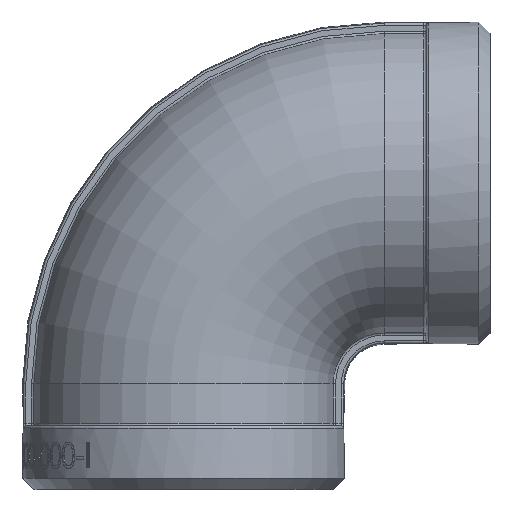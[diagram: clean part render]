
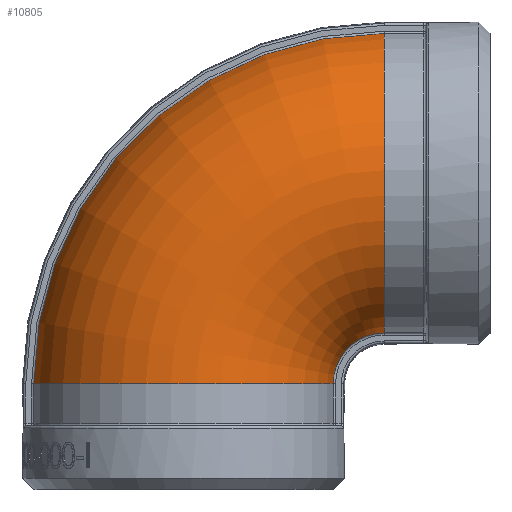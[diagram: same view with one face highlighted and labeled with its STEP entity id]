
A CAD part, top view. The second image highlights one B-rep face of the part: STEP entity #10805.
In plain terms, the highlighted toroidal (fillet/blend) face has major radius 25.2 mm and minor radius 19 mm.
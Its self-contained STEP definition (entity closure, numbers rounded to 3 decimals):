
#45 = CARTESIAN_POINT ( 'NONE',  ( 25.2, 0., 0. ) ) ;
#48 = DIRECTION ( 'NONE',  ( 1., 0., 0. ) ) ;
#127 = DIRECTION ( 'NONE',  ( 0., 0.991, 0.132 ) ) ;
#4985 = VERTEX_POINT ( 'NONE', #5316 ) ;
#5003 = VERTEX_POINT ( 'NONE', #5416 ) ;
#5015 = VERTEX_POINT ( 'NONE', #5410 ) ;
#5021 = VERTEX_POINT ( 'NONE', #5363 ) ;
#5316 = CARTESIAN_POINT ( 'NONE',  ( 25.2, -18.799, 2.756 ) ) ;
#5363 = CARTESIAN_POINT ( 'NONE',  ( 25.2, 18.799, 2.756 ) ) ;
#5410 = CARTESIAN_POINT ( 'NONE',  ( -18.799, -25.2, 2.756 ) ) ;
#5416 = CARTESIAN_POINT ( 'NONE',  ( 18.799, -25.2, 2.756 ) ) ;
#10805 = ADVANCED_FACE ( 'NONE', ( #17041 ), #22150, .T. ) ;
#11135 = EDGE_CURVE ( 'NONE', #5021, #4985, #17923, .T. ) ;
#11451 = ORIENTED_EDGE ( 'NONE', *, *, #11135, .F. ) ;
#11468 = ORIENTED_EDGE ( 'NONE', *, *, #12553, .T. ) ;
#11477 = ORIENTED_EDGE ( 'NONE', *, *, #12511, .F. ) ;
#11611 = EDGE_LOOP ( 'NONE', ( #12292, #11468, #11477, #11451 ) ) ;
#12292 = ORIENTED_EDGE ( 'NONE', *, *, #12488, .F. ) ;
#12488 = EDGE_CURVE ( 'NONE', #5015, #5021, #17655, .T. ) ;
#12511 = EDGE_CURVE ( 'NONE', #4985, #5003, #17752, .T. ) ;
#12553 = EDGE_CURVE ( 'NONE', #5015, #5003, #17729, .T. ) ;
#17041 = FACE_OUTER_BOUND ( 'NONE', #11611, .T. ) ;
#17043 = DIRECTION ( 'NONE',  ( 0., 0., -1. ) ) ;
#17056 = CARTESIAN_POINT ( 'NONE',  ( 25.2, -25.2, 0. ) ) ;
#17059 = DIRECTION ( 'NONE',  ( 0., 1., 0. ) ) ;
#17649 = AXIS2_PLACEMENT_3D ( 'NONE', #25345, #25320, #25334 ) ;
#17655 = CIRCLE ( 'NONE', #17649, 43.999 ) ;
#17698 = AXIS2_PLACEMENT_3D ( 'NONE', #25427, #25406, #25417 ) ;
#17726 = AXIS2_PLACEMENT_3D ( 'NONE', #19366, #19351, #19357 ) ;
#17729 = CIRCLE ( 'NONE', #17726, 19. ) ;
#17752 = CIRCLE ( 'NONE', #17698, 6.401 ) ;
#17923 = CIRCLE ( 'NONE', #17963, 19. ) ;
#17963 = AXIS2_PLACEMENT_3D ( 'NONE', #45, #48, #127 ) ;
#19351 = DIRECTION ( 'NONE',  ( 0., 1., 0. ) ) ;
#19357 = DIRECTION ( 'NONE',  ( -0.991, 0., 0.132 ) ) ;
#19366 = CARTESIAN_POINT ( 'NONE',  ( 0., -25.2, 0. ) ) ;
#22143 = AXIS2_PLACEMENT_3D ( 'NONE', #17056, #17043, #17059 ) ;
#22150 = TOROIDAL_SURFACE ( 'NONE', #22143, 25.2, 19. ) ;
#25320 = DIRECTION ( 'NONE',  ( 0., 0., -1. ) ) ;
#25334 = DIRECTION ( 'NONE',  ( -0.707, 0.707, 0. ) ) ;
#25345 = CARTESIAN_POINT ( 'NONE',  ( 25.2, -25.2, 2.756 ) ) ;
#25406 = DIRECTION ( 'NONE',  ( 0., 0., 1. ) ) ;
#25417 = DIRECTION ( 'NONE',  ( -0.707, 0.707, 0. ) ) ;
#25427 = CARTESIAN_POINT ( 'NONE',  ( 25.2, -25.2, 2.756 ) ) ;
